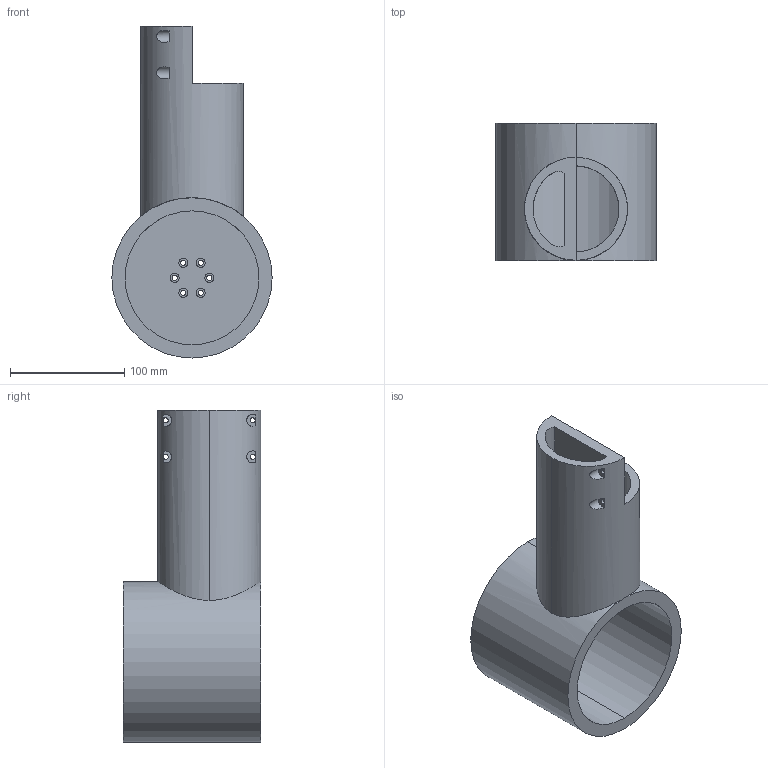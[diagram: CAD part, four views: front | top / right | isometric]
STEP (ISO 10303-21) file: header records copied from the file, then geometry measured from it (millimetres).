
FILE_DESCRIPTION (( 'STEP AP214' ), '1' );
FILE_NAME ('link2.STEP', '2025-11-25T10:31:07', ( '' ), ( '' ), 'SwSTEP 2.0', 'SolidWorks 2025', '' );
FILE_SCHEMA (( 'AUTOMOTIVE_DESIGN' ));
Length unit declared in the file: millimetre
Products named in the file (1): link2
Bounding box: 140 x 120 x 290 mm (x, y, z)
Volume: 854870.6 mm3; surface area: 197474.6 mm2
Topology: 1 solids, 1 shells, 72 faces, 177 edges, 117 vertices
Faces by surface type: cylinder 48, plane 20, torus 4
Entity records: 2680 total; most frequent: CARTESIAN_POINT 823, DIRECTION 413, ORIENTED_EDGE 354, AXIS2_PLACEMENT_3D 177, EDGE_CURVE 177, VERTEX_POINT 117, EDGE_LOOP 106, CIRCLE 104
